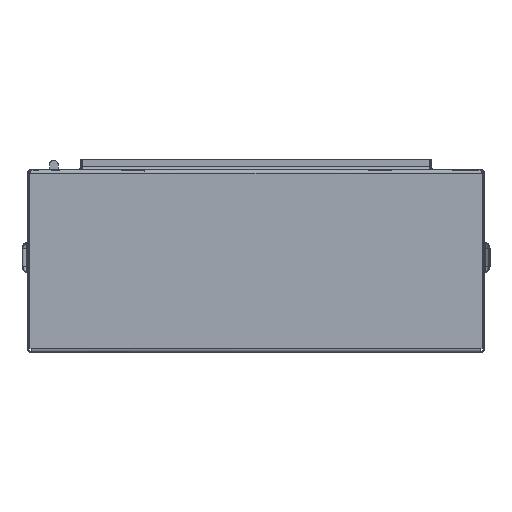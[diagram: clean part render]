
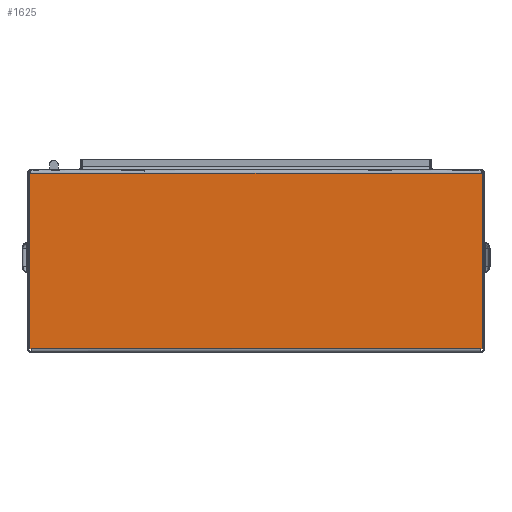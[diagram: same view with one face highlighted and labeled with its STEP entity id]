
A CAD part, front view. The second image highlights one B-rep face of the part: STEP entity #1625.
In plain terms, the highlighted free-form (B-spline) face has degree [1, 1] with [2, 2] control points.
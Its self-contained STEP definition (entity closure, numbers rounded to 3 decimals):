
#1574 = VERTEX_POINT('',#1575);
#1575 = CARTESIAN_POINT('',(-321.909,-327.476,
    -125.751));
#1604 = VERTEX_POINT('',#1605);
#1605 = CARTESIAN_POINT('',(-321.909,-327.476,
    -125.423));
#1616 = EDGE_CURVE('',#1604,#1574,#1617,.T.);
#1617 = B_SPLINE_CURVE_WITH_KNOTS('',1,(#1618,#1619),.UNSPECIFIED.,.F.,
  .F.,(2,2),(195.75,196.),.PIECEWISE_BEZIER_KNOTS.);
#1618 = CARTESIAN_POINT('',(-321.909,-327.476,
    -125.423));
#1619 = CARTESIAN_POINT('',(-321.909,-327.476,
    -125.751));
#1625 = ADVANCED_FACE('',(#1626),#1676,.F.);
#1626 = FACE_BOUND('',#1627,.T.);
#1627 = EDGE_LOOP('',(#1628,#1637,#1644,#1649,#1650,#1657,#1664,#1671));
#1628 = ORIENTED_EDGE('',*,*,#1629,.T.);
#1629 = EDGE_CURVE('',#1630,#1632,#1634,.T.);
#1630 = VERTEX_POINT('',#1631);
#1631 = CARTESIAN_POINT('',(324.314,-327.476,
    125.751));
#1632 = VERTEX_POINT('',#1633);
#1633 = CARTESIAN_POINT('',(-324.314,-327.476,
    125.751));
#1634 = B_SPLINE_CURVE_WITH_KNOTS('',1,(#1635,#1636),.UNSPECIFIED.,.F.,
  .F.,(2,2),(0.,495.172),
  .PIECEWISE_BEZIER_KNOTS.);
#1635 = CARTESIAN_POINT('',(324.314,-327.476,
    125.751));
#1636 = CARTESIAN_POINT('',(-324.314,-327.476,
    125.751));
#1637 = ORIENTED_EDGE('',*,*,#1638,.T.);
#1638 = EDGE_CURVE('',#1632,#1639,#1641,.T.);
#1639 = VERTEX_POINT('',#1640);
#1640 = CARTESIAN_POINT('',(-324.314,-327.476,
    -125.423));
#1641 = B_SPLINE_CURVE_WITH_KNOTS('',1,(#1642,#1643),.UNSPECIFIED.,.F.,
  .F.,(2,2),(4.,195.75),.PIECEWISE_BEZIER_KNOTS.);
#1642 = CARTESIAN_POINT('',(-324.314,-327.476,
    125.751));
#1643 = CARTESIAN_POINT('',(-324.314,-327.476,
    -125.423));
#1644 = ORIENTED_EDGE('',*,*,#1645,.F.);
#1645 = EDGE_CURVE('',#1604,#1639,#1646,.T.);
#1646 = B_SPLINE_CURVE_WITH_KNOTS('',1,(#1647,#1648),.UNSPECIFIED.,.F.,
  .F.,(2,2),(495.75,497.586),.PIECEWISE_BEZIER_KNOTS.);
#1647 = CARTESIAN_POINT('',(-321.909,-327.476,
    -125.423));
#1648 = CARTESIAN_POINT('',(-324.314,-327.476,
    -125.423));
#1649 = ORIENTED_EDGE('',*,*,#1616,.T.);
#1650 = ORIENTED_EDGE('',*,*,#1651,.T.);
#1651 = EDGE_CURVE('',#1574,#1652,#1654,.T.);
#1652 = VERTEX_POINT('',#1653);
#1653 = CARTESIAN_POINT('',(321.909,-327.476,
    -125.751));
#1654 = B_SPLINE_CURVE_WITH_KNOTS('',1,(#1655,#1656),.UNSPECIFIED.,.F.,
  .F.,(2,2),(-495.75,-4.25),.PIECEWISE_BEZIER_KNOTS.);
#1655 = CARTESIAN_POINT('',(-321.909,-327.476,
    -125.751));
#1656 = CARTESIAN_POINT('',(321.909,-327.476,
    -125.751));
#1657 = ORIENTED_EDGE('',*,*,#1658,.T.);
#1658 = EDGE_CURVE('',#1652,#1659,#1661,.T.);
#1659 = VERTEX_POINT('',#1660);
#1660 = CARTESIAN_POINT('',(321.909,-327.476,
    -125.423));
#1661 = B_SPLINE_CURVE_WITH_KNOTS('',1,(#1662,#1663),.UNSPECIFIED.,.F.,
  .F.,(2,2),(-196.,-195.75),.PIECEWISE_BEZIER_KNOTS.);
#1662 = CARTESIAN_POINT('',(321.909,-327.476,
    -125.751));
#1663 = CARTESIAN_POINT('',(321.909,-327.476,
    -125.423));
#1664 = ORIENTED_EDGE('',*,*,#1665,.T.);
#1665 = EDGE_CURVE('',#1659,#1666,#1668,.T.);
#1666 = VERTEX_POINT('',#1667);
#1667 = CARTESIAN_POINT('',(324.314,-327.476,
    -125.423));
#1668 = B_SPLINE_CURVE_WITH_KNOTS('',1,(#1669,#1670),.UNSPECIFIED.,.F.,
  .F.,(2,2),(-4.25,-2.414),.PIECEWISE_BEZIER_KNOTS.);
#1669 = CARTESIAN_POINT('',(321.909,-327.476,
    -125.423));
#1670 = CARTESIAN_POINT('',(324.314,-327.476,
    -125.423));
#1671 = ORIENTED_EDGE('',*,*,#1672,.T.);
#1672 = EDGE_CURVE('',#1666,#1630,#1673,.T.);
#1673 = B_SPLINE_CURVE_WITH_KNOTS('',1,(#1674,#1675),.UNSPECIFIED.,.F.,
  .F.,(2,2),(-195.75,-4.),.PIECEWISE_BEZIER_KNOTS.);
#1674 = CARTESIAN_POINT('',(324.314,-327.476,
    -125.423));
#1675 = CARTESIAN_POINT('',(324.314,-327.476,
    125.751));
#1676 = B_SPLINE_SURFACE_WITH_KNOTS('',1,1,(
    (#1677,#1678)
    ,(#1679,#1680
    )),.UNSPECIFIED.,.F.,.F.,.F.,(2,2),(2,2),(2.414,
    497.586),(-196.,-4.),.PIECEWISE_BEZIER_KNOTS.);
#1677 = CARTESIAN_POINT('',(324.314,-327.476,
    -125.751));
#1678 = CARTESIAN_POINT('',(324.314,-327.476,
    125.751));
#1679 = CARTESIAN_POINT('',(-324.314,-327.476,
    -125.751));
#1680 = CARTESIAN_POINT('',(-324.314,-327.476,
    125.751));
